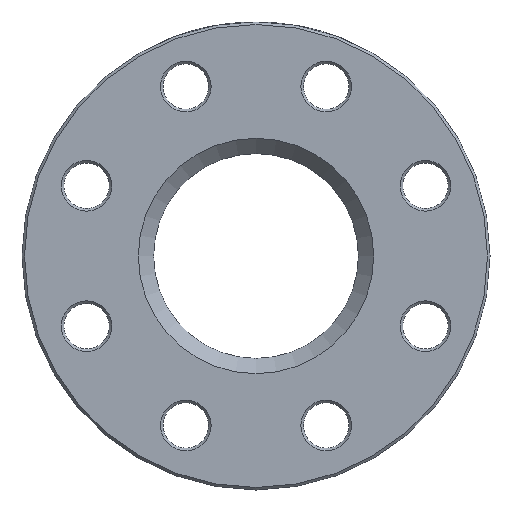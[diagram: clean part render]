
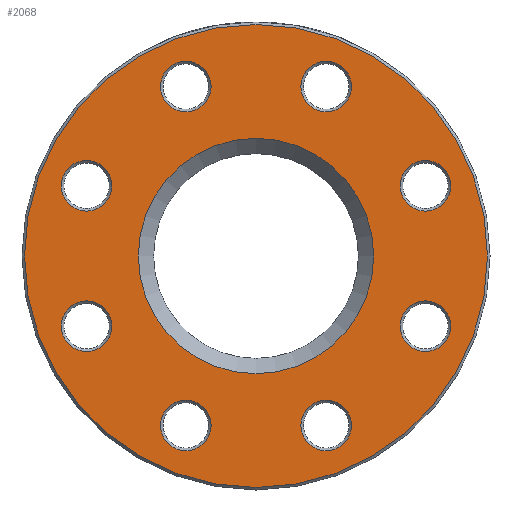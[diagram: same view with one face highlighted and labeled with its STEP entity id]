
A CAD part, left-side view. The second image highlights one B-rep face of the part: STEP entity #2068.
In plain terms, the highlighted planar face has unit normal (-1, 0, 0).
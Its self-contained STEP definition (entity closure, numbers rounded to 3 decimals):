
#23 = ORIENTED_EDGE ( 'NONE', *, *, #1341, .T. ) ;
#68 = FACE_BOUND ( 'NONE', #1569, .T. ) ;
#123 = CARTESIAN_POINT ( 'NONE',  ( 0., -27.745, 66.981 ) ) ;
#140 = CARTESIAN_POINT ( 'NONE',  ( 0., 27.745, 66.981 ) ) ;
#249 = CARTESIAN_POINT ( 'NONE',  ( 0., 0., -46.5 ) ) ;
#320 = EDGE_LOOP ( 'NONE', ( #1292 ) ) ;
#339 = EDGE_LOOP ( 'NONE', ( #889 ) ) ;
#352 = CARTESIAN_POINT ( 'NONE',  ( 0., 0., 0. ) ) ;
#478 = AXIS2_PLACEMENT_3D ( 'NONE', #4474, #4861, #4882 ) ;
#498 = DIRECTION ( 'NONE',  ( 0., 0., -1. ) ) ;
#531 = DIRECTION ( 'NONE',  ( 1., 0., 0. ) ) ;
#543 = VERTEX_POINT ( 'NONE', #2194 ) ;
#549 = FACE_BOUND ( 'NONE', #2164, .T. ) ;
#578 = VERTEX_POINT ( 'NONE', #3873 ) ;
#627 = VERTEX_POINT ( 'NONE', #2278 ) ;
#656 = CIRCLE ( 'NONE', #3244, 10. ) ;
#670 = ORIENTED_EDGE ( 'NONE', *, *, #2341, .T. ) ;
#730 = CIRCLE ( 'NONE', #2025, 91.5 ) ;
#889 = ORIENTED_EDGE ( 'NONE', *, *, #1452, .T. ) ;
#980 = FACE_BOUND ( 'NONE', #3282, .T. ) ;
#1048 = ORIENTED_EDGE ( 'NONE', *, *, #2233, .T. ) ;
#1078 = AXIS2_PLACEMENT_3D ( 'NONE', #4327, #531, #3446 ) ;
#1130 = VERTEX_POINT ( 'NONE', #2711 ) ;
#1144 = CARTESIAN_POINT ( 'NONE',  ( 0., 27.745, -66.981 ) ) ;
#1252 = CIRCLE ( 'NONE', #1078, 10. ) ;
#1292 = ORIENTED_EDGE ( 'NONE', *, *, #2396, .T. ) ;
#1306 = DIRECTION ( 'NONE',  ( 1., 0., 0. ) ) ;
#1341 = EDGE_CURVE ( 'NONE', #543, #543, #3240, .T. ) ;
#1381 = AXIS2_PLACEMENT_3D ( 'NONE', #1144, #2398, #4101 ) ;
#1446 = VERTEX_POINT ( 'NONE', #3615 ) ;
#1452 = EDGE_CURVE ( 'NONE', #578, #578, #730, .T. ) ;
#1501 = VERTEX_POINT ( 'NONE', #3095 ) ;
#1569 = EDGE_LOOP ( 'NONE', ( #23 ) ) ;
#1604 = CARTESIAN_POINT ( 'NONE',  ( 0., 66.981, 27.745 ) ) ;
#1658 = CARTESIAN_POINT ( 'NONE',  ( 0., 0., 0. ) ) ;
#1708 = AXIS2_PLACEMENT_3D ( 'NONE', #1658, #1306, #4967 ) ;
#1804 = FACE_BOUND ( 'NONE', #2248, .T. ) ;
#1865 = CIRCLE ( 'NONE', #4228, 10. ) ;
#2014 = EDGE_LOOP ( 'NONE', ( #5021 ) ) ;
#2025 = AXIS2_PLACEMENT_3D ( 'NONE', #352, #4465, #3198 ) ;
#2068 = ADVANCED_FACE ( 'NONE', ( #549, #2200, #1804, #2631, #68, #3046, #2534, #3463, #980, #2228 ), #2964, .F. ) ;
#2164 = EDGE_LOOP ( 'NONE', ( #4041 ) ) ;
#2194 = CARTESIAN_POINT ( 'NONE',  ( 0., -66.981, 17.745 ) ) ;
#2200 = FACE_OUTER_BOUND ( 'NONE', #339, .T. ) ;
#2228 = FACE_BOUND ( 'NONE', #2014, .T. ) ;
#2233 = EDGE_CURVE ( 'NONE', #1446, #1446, #1865, .T. ) ;
#2248 = EDGE_LOOP ( 'NONE', ( #1048 ) ) ;
#2278 = CARTESIAN_POINT ( 'NONE',  ( 0., 27.745, -76.981 ) ) ;
#2308 = VERTEX_POINT ( 'NONE', #4392 ) ;
#2341 = EDGE_CURVE ( 'NONE', #1130, #1130, #1252, .T. ) ;
#2385 = CARTESIAN_POINT ( 'NONE',  ( 0., -27.745, 56.981 ) ) ;
#2396 = EDGE_CURVE ( 'NONE', #5241, #5241, #3432, .T. ) ;
#2398 = DIRECTION ( 'NONE',  ( 1., 0., 0. ) ) ;
#2414 = CIRCLE ( 'NONE', #5307, 10. ) ;
#2534 = FACE_BOUND ( 'NONE', #4603, .T. ) ;
#2631 = FACE_BOUND ( 'NONE', #320, .T. ) ;
#2678 = DIRECTION ( 'NONE',  ( 1., 0., 0. ) ) ;
#2684 = CARTESIAN_POINT ( 'NONE',  ( 0., -66.981, -37.745 ) ) ;
#2709 = CARTESIAN_POINT ( 'NONE',  ( 0., -66.981, 27.745 ) ) ;
#2711 = CARTESIAN_POINT ( 'NONE',  ( 0., -27.745, -76.981 ) ) ;
#2737 = EDGE_CURVE ( 'NONE', #1501, #1501, #4918, .T. ) ;
#2830 = EDGE_CURVE ( 'NONE', #4821, #4821, #656, .T. ) ;
#2964 = PLANE ( 'NONE',  #5008 ) ;
#2988 = AXIS2_PLACEMENT_3D ( 'NONE', #123, #4320, #3435 ) ;
#3015 = CIRCLE ( 'NONE', #1381, 10. ) ;
#3046 = FACE_BOUND ( 'NONE', #5369, .T. ) ;
#3095 = CARTESIAN_POINT ( 'NONE',  ( 0., 66.981, -37.745 ) ) ;
#3198 = DIRECTION ( 'NONE',  ( 0., 0., -1. ) ) ;
#3240 = CIRCLE ( 'NONE', #5272, 10. ) ;
#3244 = AXIS2_PLACEMENT_3D ( 'NONE', #4609, #4500, #3771 ) ;
#3255 = DIRECTION ( 'NONE',  ( 1., 0., 0. ) ) ;
#3282 = EDGE_LOOP ( 'NONE', ( #5266 ) ) ;
#3432 = CIRCLE ( 'NONE', #2988, 10. ) ;
#3435 = DIRECTION ( 'NONE',  ( 0., 0., -1. ) ) ;
#3446 = DIRECTION ( 'NONE',  ( 0., 0., -1. ) ) ;
#3463 = FACE_BOUND ( 'NONE', #4894, .T. ) ;
#3615 = CARTESIAN_POINT ( 'NONE',  ( 0., 27.745, 56.981 ) ) ;
#3771 = DIRECTION ( 'NONE',  ( 0., 0., -1. ) ) ;
#3873 = CARTESIAN_POINT ( 'NONE',  ( 0., 0., -91.5 ) ) ;
#3888 = EDGE_CURVE ( 'NONE', #4040, #4040, #5030, .T. ) ;
#4040 = VERTEX_POINT ( 'NONE', #249 ) ;
#4041 = ORIENTED_EDGE ( 'NONE', *, *, #3888, .T. ) ;
#4101 = DIRECTION ( 'NONE',  ( 0., 0., -1. ) ) ;
#4228 = AXIS2_PLACEMENT_3D ( 'NONE', #140, #2678, #5160 ) ;
#4238 = DIRECTION ( 'NONE',  ( 1., 0., 0. ) ) ;
#4320 = DIRECTION ( 'NONE',  ( 1., 0., 0. ) ) ;
#4327 = CARTESIAN_POINT ( 'NONE',  ( 0., -27.745, -66.981 ) ) ;
#4389 = DIRECTION ( 'NONE',  ( 0., 0., -1. ) ) ;
#4392 = CARTESIAN_POINT ( 'NONE',  ( 0., 66.981, 17.745 ) ) ;
#4465 = DIRECTION ( 'NONE',  ( -1., 0., 0. ) ) ;
#4474 = CARTESIAN_POINT ( 'NONE',  ( 0., 66.981, -27.745 ) ) ;
#4500 = DIRECTION ( 'NONE',  ( 1., 0., 0. ) ) ;
#4603 = EDGE_LOOP ( 'NONE', ( #670 ) ) ;
#4609 = CARTESIAN_POINT ( 'NONE',  ( 0., -66.981, -27.745 ) ) ;
#4640 = CARTESIAN_POINT ( 'NONE',  ( 0., 40.5, 0. ) ) ;
#4713 = EDGE_CURVE ( 'NONE', #627, #627, #3015, .T. ) ;
#4744 = DIRECTION ( 'NONE',  ( 1., 0., 0. ) ) ;
#4765 = ORIENTED_EDGE ( 'NONE', *, *, #2830, .T. ) ;
#4821 = VERTEX_POINT ( 'NONE', #2684 ) ;
#4861 = DIRECTION ( 'NONE',  ( 1., 0., 0. ) ) ;
#4882 = DIRECTION ( 'NONE',  ( 0., 0., -1. ) ) ;
#4894 = EDGE_LOOP ( 'NONE', ( #5069 ) ) ;
#4918 = CIRCLE ( 'NONE', #478, 10. ) ;
#4938 = DIRECTION ( 'NONE',  ( 0., 0., -1. ) ) ;
#4967 = DIRECTION ( 'NONE',  ( 0., 0., -1. ) ) ;
#5008 = AXIS2_PLACEMENT_3D ( 'NONE', #4640, #4238, #498 ) ;
#5021 = ORIENTED_EDGE ( 'NONE', *, *, #5323, .T. ) ;
#5030 = CIRCLE ( 'NONE', #1708, 46.5 ) ;
#5069 = ORIENTED_EDGE ( 'NONE', *, *, #4713, .T. ) ;
#5160 = DIRECTION ( 'NONE',  ( 0., 0., -1. ) ) ;
#5241 = VERTEX_POINT ( 'NONE', #2385 ) ;
#5266 = ORIENTED_EDGE ( 'NONE', *, *, #2737, .T. ) ;
#5272 = AXIS2_PLACEMENT_3D ( 'NONE', #2709, #4744, #4389 ) ;
#5307 = AXIS2_PLACEMENT_3D ( 'NONE', #1604, #3255, #4938 ) ;
#5323 = EDGE_CURVE ( 'NONE', #2308, #2308, #2414, .T. ) ;
#5369 = EDGE_LOOP ( 'NONE', ( #4765 ) ) ;
